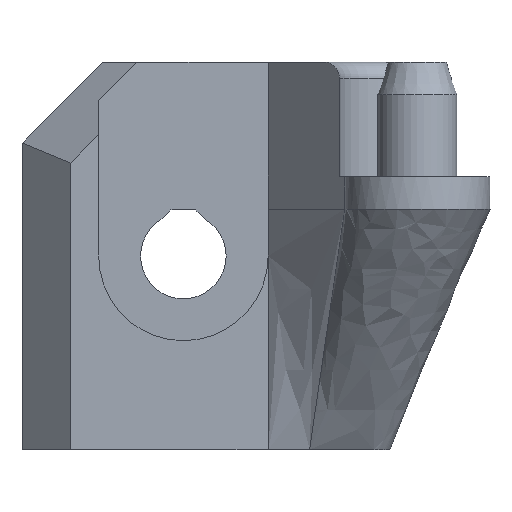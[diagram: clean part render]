
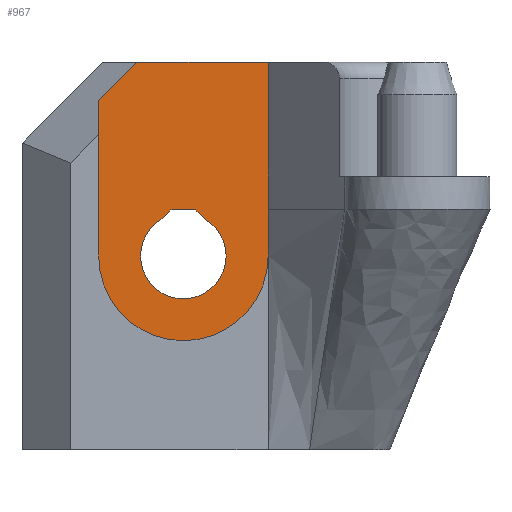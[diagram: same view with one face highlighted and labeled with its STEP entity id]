
A CAD part, left-side view. The second image highlights one B-rep face of the part: STEP entity #967.
In plain terms, the highlighted planar face has unit normal (-1, 0, 0).
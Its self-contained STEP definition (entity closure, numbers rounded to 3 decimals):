
#18=FACE_BOUND('',#162,.T.);
#57=PLANE('',#1055);
#103=FACE_OUTER_BOUND('',#161,.T.);
#161=EDGE_LOOP('',(#813,#814,#815,#816,#817));
#162=EDGE_LOOP('',(#818,#819,#820,#821));
#245=LINE('',#1599,#349);
#253=LINE('',#1613,#357);
#264=LINE('',#1636,#368);
#267=LINE('',#1643,#371);
#268=LINE('',#1646,#372);
#269=LINE('',#1648,#373);
#270=LINE('',#1650,#374);
#349=VECTOR('',#1230,10.);
#357=VECTOR('',#1242,10.);
#368=VECTOR('',#1261,10.);
#371=VECTOR('',#1268,10.);
#372=VECTOR('',#1269,10.);
#373=VECTOR('',#1270,10.);
#374=VECTOR('',#1271,10.);
#410=CIRCLE('',#1056,5.25);
#411=CIRCLE('',#1057,2.65);
#481=VERTEX_POINT('',#1596);
#482=VERTEX_POINT('',#1598);
#486=VERTEX_POINT('',#1611);
#494=VERTEX_POINT('',#1635);
#496=VERTEX_POINT('',#1641);
#497=VERTEX_POINT('',#1644);
#498=VERTEX_POINT('',#1645);
#499=VERTEX_POINT('',#1647);
#500=VERTEX_POINT('',#1649);
#591=EDGE_CURVE('',#481,#482,#245,.T.);
#599=EDGE_CURVE('',#481,#486,#253,.T.);
#611=EDGE_CURVE('',#482,#494,#264,.T.);
#614=EDGE_CURVE('',#486,#496,#410,.T.);
#615=EDGE_CURVE('',#496,#494,#267,.T.);
#616=EDGE_CURVE('',#497,#498,#268,.T.);
#617=EDGE_CURVE('',#499,#497,#269,.T.);
#618=EDGE_CURVE('',#500,#499,#270,.T.);
#619=EDGE_CURVE('',#498,#500,#411,.T.);
#813=ORIENTED_EDGE('',*,*,#591,.F.);
#814=ORIENTED_EDGE('',*,*,#599,.T.);
#815=ORIENTED_EDGE('',*,*,#614,.T.);
#816=ORIENTED_EDGE('',*,*,#615,.T.);
#817=ORIENTED_EDGE('',*,*,#611,.F.);
#818=ORIENTED_EDGE('',*,*,#616,.F.);
#819=ORIENTED_EDGE('',*,*,#617,.F.);
#820=ORIENTED_EDGE('',*,*,#618,.F.);
#821=ORIENTED_EDGE('',*,*,#619,.F.);
#967=ADVANCED_FACE('',(#103,#18),#57,.F.);
#1055=AXIS2_PLACEMENT_3D('',#1640,#1264,#1265);
#1056=AXIS2_PLACEMENT_3D('',#1642,#1266,#1267);
#1057=AXIS2_PLACEMENT_3D('',#1651,#1272,#1273);
#1230=DIRECTION('',(0.,-0.707,0.707));
#1242=DIRECTION('',(0.,0.,-1.));
#1261=DIRECTION('',(0.,-1.,0.));
#1264=DIRECTION('center_axis',(1.,0.,0.));
#1265=DIRECTION('ref_axis',(0.,0.,-1.));
#1266=DIRECTION('center_axis',(-1.,0.,0.));
#1267=DIRECTION('ref_axis',(0.,-1.,0.));
#1268=DIRECTION('',(0.,0.,1.));
#1269=DIRECTION('',(0.,0.707,-0.707));
#1270=DIRECTION('',(0.,1.,0.));
#1271=DIRECTION('',(0.,0.707,0.707));
#1272=DIRECTION('center_axis',(-1.,0.,0.));
#1273=DIRECTION('ref_axis',(0.,-1.,0.));
#1596=CARTESIAN_POINT('',(7.,19.75,4.629));
#1598=CARTESIAN_POINT('',(7.,17.379,7.));
#1599=CARTESIAN_POINT('',(7.,19.564,4.814));
#1611=CARTESIAN_POINT('',(7.,19.75,-5.));
#1613=CARTESIAN_POINT('',(7.,19.75,-3.313));
#1635=CARTESIAN_POINT('',(7.,9.25,7.));
#1636=CARTESIAN_POINT('',(7.,12.851,7.));
#1640=CARTESIAN_POINT('Origin',(7.,14.5,-1.625));
#1641=CARTESIAN_POINT('',(7.,9.25,-5.));
#1642=CARTESIAN_POINT('Origin',(7.,14.5,-5.));
#1643=CARTESIAN_POINT('',(7.,9.25,2.688));
#1644=CARTESIAN_POINT('',(7.,15.269,-2.149));
#1645=CARTESIAN_POINT('',(7.,15.825,-2.705));
#1646=CARTESIAN_POINT('',(7.,15.224,-2.104));
#1647=CARTESIAN_POINT('',(7.,13.731,-2.149));
#1648=CARTESIAN_POINT('',(7.,14.884,-2.149));
#1649=CARTESIAN_POINT('',(7.,13.175,-2.705));
#1650=CARTESIAN_POINT('',(7.,14.054,-1.826));
#1651=CARTESIAN_POINT('Origin',(7.,14.5,-5.));
